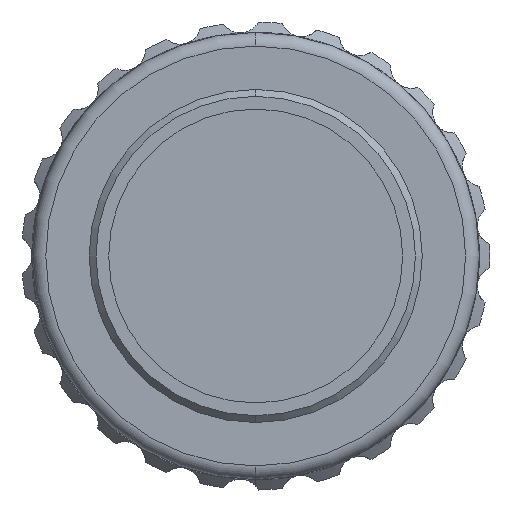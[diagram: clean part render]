
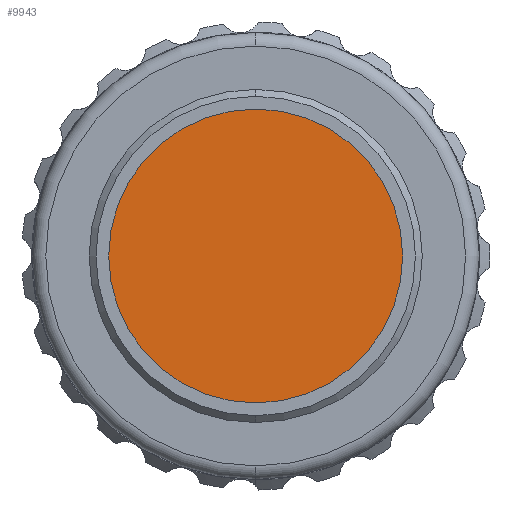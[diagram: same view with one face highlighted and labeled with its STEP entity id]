
A CAD part, left-side view. The second image highlights one B-rep face of the part: STEP entity #9943.
In plain terms, the highlighted planar face has unit normal (-1, 0, 0).
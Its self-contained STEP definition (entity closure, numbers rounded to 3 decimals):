
#1057 = DIRECTION ( 'NONE',  ( 0., 0., 1. ) ) ;
#1563 = CARTESIAN_POINT ( 'NONE',  ( 34.9, 0., -10.676 ) ) ;
#2807 = DIRECTION ( 'NONE',  ( -1., 0., 0. ) ) ;
#3721 = ORIENTED_EDGE ( 'NONE', *, *, #19515, .T. ) ;
#5369 = DIRECTION ( 'NONE',  ( 0., 0., 1. ) ) ;
#8218 = CIRCLE ( 'NONE', #21920, 10.676 ) ;
#8676 = EDGE_CURVE ( 'NONE', #13345, #12226, #8218, .T. ) ;
#9933 = CARTESIAN_POINT ( 'NONE',  ( 34.9, 0., 10.676 ) ) ;
#9943 = ADVANCED_FACE ( 'NONE', ( #24241 ), #21872, .T. ) ;
#10279 = EDGE_LOOP ( 'NONE', ( #17165, #3721 ) ) ;
#10419 = CARTESIAN_POINT ( 'NONE',  ( 34.9, 0., 0. ) ) ;
#12226 = VERTEX_POINT ( 'NONE', #1563 ) ;
#13156 = CARTESIAN_POINT ( 'NONE',  ( 34.9, 0., 0. ) ) ;
#13345 = VERTEX_POINT ( 'NONE', #9933 ) ;
#16782 = AXIS2_PLACEMENT_3D ( 'NONE', #10419, #30290, #22971 ) ;
#17126 = CARTESIAN_POINT ( 'NONE',  ( 34.9, 0., 0. ) ) ;
#17165 = ORIENTED_EDGE ( 'NONE', *, *, #8676, .T. ) ;
#19515 = EDGE_CURVE ( 'NONE', #12226, #13345, #23626, .T. ) ;
#21872 = PLANE ( 'NONE',  #16782 ) ;
#21920 = AXIS2_PLACEMENT_3D ( 'NONE', #13156, #25076, #1057 ) ;
#22971 = DIRECTION ( 'NONE',  ( 0., 0., 1. ) ) ;
#23626 = CIRCLE ( 'NONE', #27674, 10.676 ) ;
#24241 = FACE_OUTER_BOUND ( 'NONE', #10279, .T. ) ;
#25076 = DIRECTION ( 'NONE',  ( -1., 0., 0. ) ) ;
#27674 = AXIS2_PLACEMENT_3D ( 'NONE', #17126, #2807, #5369 ) ;
#30290 = DIRECTION ( 'NONE',  ( -1., 0., 0. ) ) ;
